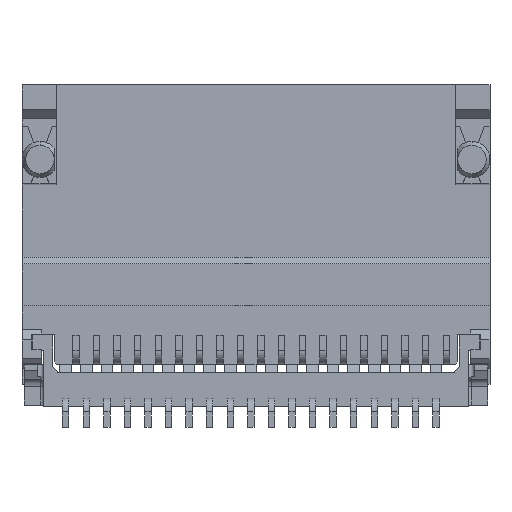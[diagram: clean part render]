
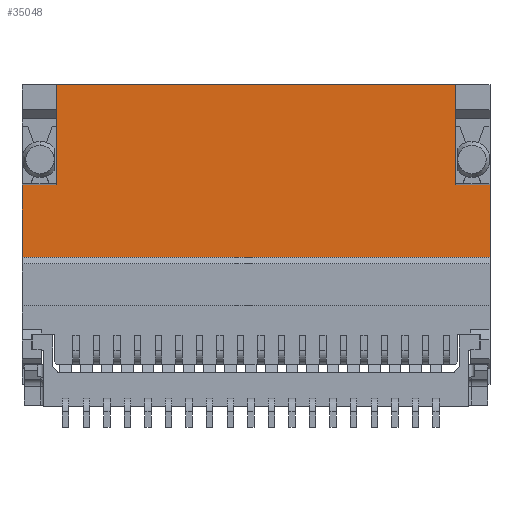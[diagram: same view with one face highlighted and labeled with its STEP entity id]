
A CAD part, front view. The second image highlights one B-rep face of the part: STEP entity #35048.
In plain terms, the highlighted planar face has unit normal (0, -1, 0).
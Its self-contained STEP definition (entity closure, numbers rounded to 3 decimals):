
#3408=EDGE_CURVE('',#10175,#10172,#10176,.T.);
#3870=EDGE_CURVE('',#10858,#10861,#10862,.T.);
#7662=EDGE_CURVE('',#10172,#10861,#15870,.T.);
#7664=EDGE_CURVE('',#15872,#15873,#15874,.T.);
#7666=EDGE_CURVE('',#15872,#15876,#15877,.T.);
#7668=EDGE_CURVE('',#10175,#15876,#15879,.T.);
#7670=EDGE_CURVE('',#10858,#15881,#15882,.T.);
#7672=EDGE_CURVE('',#15873,#15881,#15884,.T.);
#10172=VERTEX_POINT('',#19171);
#10175=VERTEX_POINT('',#19176);
#10176=LINE('',#19177,#19178);
#10858=VERTEX_POINT('',#20319);
#10861=VERTEX_POINT('',#20324);
#10862=LINE('',#20325,#20326);
#15870=LINE('',#28831,#28832);
#15872=VERTEX_POINT('',#28835);
#15873=VERTEX_POINT('',#28836);
#15874=LINE('',#28837,#28838);
#15876=VERTEX_POINT('',#28841);
#15877=LINE('',#28842,#28843);
#15879=LINE('',#28846,#28847);
#15881=VERTEX_POINT('',#28850);
#15882=LINE('',#28851,#28852);
#15884=LINE('',#28855,#28856);
#19171=CARTESIAN_POINT('',(-9.1,-1.85,-6.71));
#19176=CARTESIAN_POINT('',(-9.1,-1.85,-3.885));
#19177=CARTESIAN_POINT('',(-9.1,-1.85,-3.885));
#19178=VECTOR('',#35561,2.825);
#20319=CARTESIAN_POINT('',(9.1,-1.85,-3.885));
#20324=CARTESIAN_POINT('',(9.1,-1.85,-6.71));
#20325=CARTESIAN_POINT('',(9.1,-1.85,-3.885));
#20326=VECTOR('',#35792,2.825);
#28831=CARTESIAN_POINT('',(-9.1,-1.85,-6.71));
#28832=VECTOR('',#38326,18.2);
#28835=CARTESIAN_POINT('',(-7.765,-1.85,0.0));
#28836=CARTESIAN_POINT('',(7.765,-1.85,0.0));
#28837=CARTESIAN_POINT('',(-7.765,-1.85,0.0));
#28838=VECTOR('',#38327,15.53);
#28841=CARTESIAN_POINT('',(-7.765,-1.85,-3.885));
#28842=CARTESIAN_POINT('',(-7.765,-1.85,0.0));
#28843=VECTOR('',#38328,3.885);
#28846=CARTESIAN_POINT('',(-9.1,-1.85,-3.885));
#28847=VECTOR('',#38329,1.335);
#28850=CARTESIAN_POINT('',(7.765,-1.85,-3.885));
#28851=CARTESIAN_POINT('',(9.1,-1.85,-3.885));
#28852=VECTOR('',#38330,1.335);
#28855=CARTESIAN_POINT('',(7.765,-1.85,0.0));
#28856=VECTOR('',#38331,3.885);
#35048=ADVANCED_FACE('',(#41571),#41572,.T.);
#35561=DIRECTION('',(0.0,0.0,-1.0));
#35792=DIRECTION('',(0.0,0.0,-1.0));
#38326=DIRECTION('',(1.0,0.0,0.0));
#38327=DIRECTION('',(1.0,0.0,0.0));
#38328=DIRECTION('',(0.0,0.0,-1.0));
#38329=DIRECTION('',(1.0,0.0,0.0));
#38330=DIRECTION('',(-1.0,0.0,0.0));
#38331=DIRECTION('',(0.0,0.0,-1.0));
#41571=FACE_OUTER_BOUND('',#44127,.T.);
#41572=PLANE('',#44128);
#44127=EDGE_LOOP('',(#51423,#51424,#51425,#51426,#51427,#51428,#51429,#51430));
#44128=AXIS2_PLACEMENT_3D('',#51431,#51432,#51433);
#51423=ORIENTED_EDGE('',*,*,#7664,.F.);
#51424=ORIENTED_EDGE('',*,*,#7666,.T.);
#51425=ORIENTED_EDGE('',*,*,#7668,.F.);
#51426=ORIENTED_EDGE('',*,*,#3408,.T.);
#51427=ORIENTED_EDGE('',*,*,#7662,.T.);
#51428=ORIENTED_EDGE('',*,*,#3870,.F.);
#51429=ORIENTED_EDGE('',*,*,#7670,.T.);
#51430=ORIENTED_EDGE('',*,*,#7672,.F.);
#51431=CARTESIAN_POINT('',(-9.1,-1.85,0.0));
#51432=DIRECTION('',(0.0,-1.0,0.0));
#51433=DIRECTION('',(0.0,0.0,-1.0));
